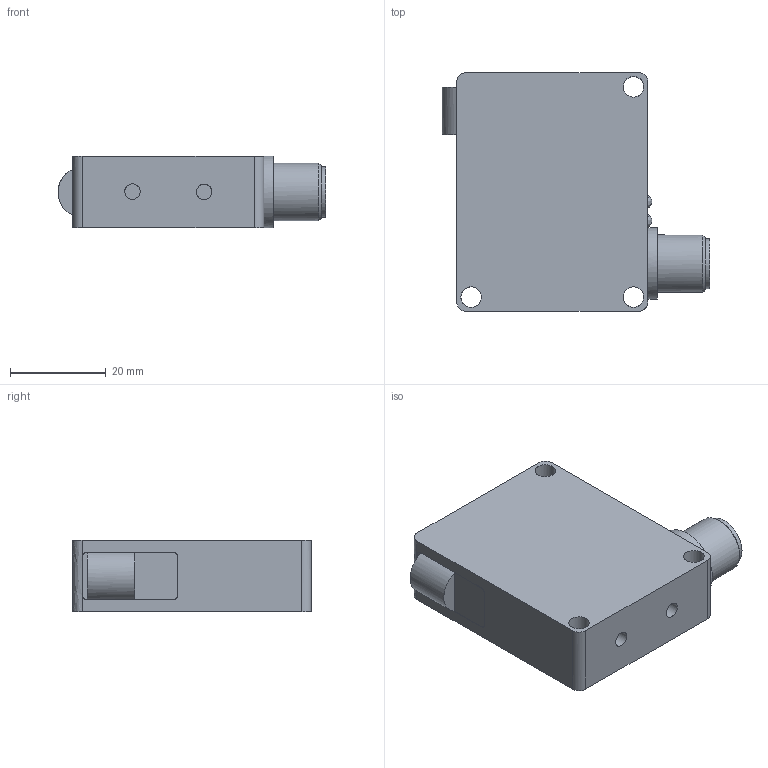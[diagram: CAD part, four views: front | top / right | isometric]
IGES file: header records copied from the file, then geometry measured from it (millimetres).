
Global section: file name: LLH 51 M 200 G3-B4; native system: Autodesk Inventor 2016; preprocessor: unknown; author: lck; organization: di-soric GmbH & Co. KG; date: 20151208.090228; units: millimetre
Bounding box: 56.1 x 50 x 15 mm (x, y, z)
Volume: 29954.7 mm3; surface area: 9300.3 mm2
Topology: 5 solids, 10 shells, 196 faces, 471 edges, 317 vertices
Faces by surface type: bspline 196
